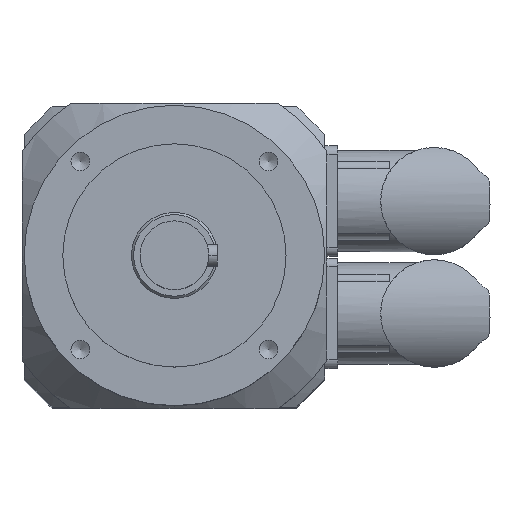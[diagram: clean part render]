
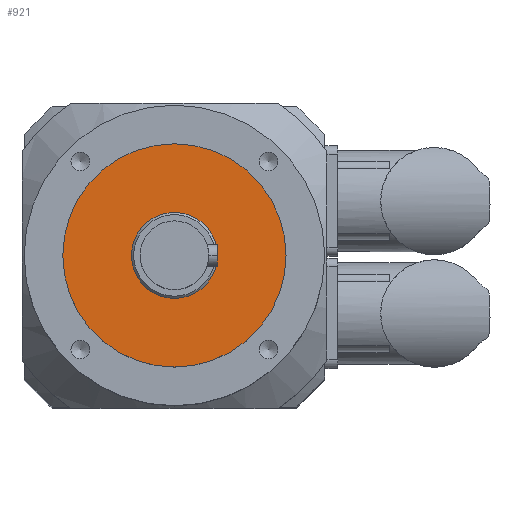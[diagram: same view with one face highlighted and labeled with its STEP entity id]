
A CAD part, top view. The second image highlights one B-rep face of the part: STEP entity #921.
In plain terms, the highlighted face is planar.
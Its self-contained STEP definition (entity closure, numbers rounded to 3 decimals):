
#158=FACE_BOUND('',#1534,.T.);
#650=CIRCLE('',#5014,10.);
#651=CIRCLE('',#5016,26.);
#921=ADVANCED_FACE('',(#158,#1263),#1040,.T.);
#1040=PLANE('',#5017);
#1263=FACE_OUTER_BOUND('',#1535,.T.);
#1534=EDGE_LOOP('',(#3195));
#1535=EDGE_LOOP('',(#3196));
#3195=ORIENTED_EDGE('',*,*,#4379,.F.);
#3196=ORIENTED_EDGE('',*,*,#4380,.T.);
#3745=VERTEX_POINT('',#8266);
#3746=VERTEX_POINT('',#8269);
#4379=EDGE_CURVE('',#3745,#3745,#650,.T.);
#4380=EDGE_CURVE('',#3746,#3746,#651,.T.);
#5014=AXIS2_PLACEMENT_3D('',#8265,#6151,#6152);
#5016=AXIS2_PLACEMENT_3D('',#8268,#6155,#6156);
#5017=AXIS2_PLACEMENT_3D('',#8270,#6157,#6158);
#6151=DIRECTION('',(0.,0.,-1.));
#6152=DIRECTION('',(-1.,0.,0.));
#6155=DIRECTION('',(0.,0.,-1.));
#6156=DIRECTION('',(-1.,0.,0.));
#6157=DIRECTION('',(0.,0.,-1.));
#6158=DIRECTION('',(-1.,0.,0.));
#8265=CARTESIAN_POINT('',(0.,0.,-53.));
#8266=CARTESIAN_POINT('',(-10.,0.,-53.));
#8268=CARTESIAN_POINT('',(0.,0.,-53.));
#8269=CARTESIAN_POINT('',(-26.,0.,-53.));
#8270=CARTESIAN_POINT('',(0.,0.,-53.));
